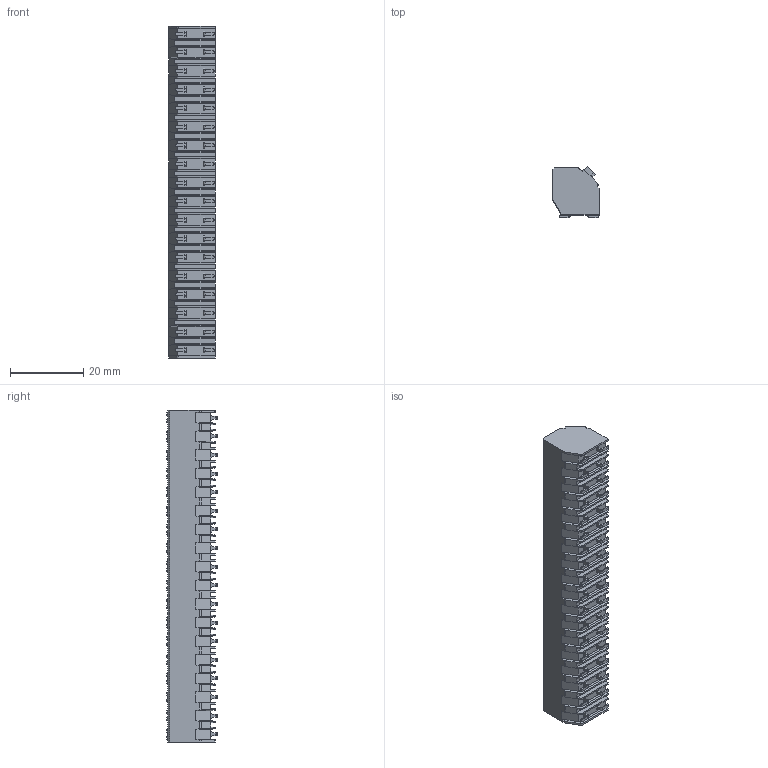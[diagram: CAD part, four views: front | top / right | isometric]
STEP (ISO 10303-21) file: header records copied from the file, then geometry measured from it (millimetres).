
FILE_DESCRIPTION((''),'2;1');
FILE_NAME('TLM-004AS-5_08-XXP-X','2024-09-12T',('sj'),(''),'PRO/ENGINEER BY PARAMETRIC TECHNOLOGY CORPORATION, 2015240','PRO/ENGINEER BY PARAMETRIC TECHNOLOGY CORPORATION, 2015240','');
FILE_SCHEMA(('CONFIG_CONTROL_DESIGN','SHAPE_APPEARANCE_LAYERS_GROUPS'));
Length unit declared in the file: millimetre
Products named in the file (1): TLM-004AS-5_08-XXP-X
Bounding box: 12.7 x 13.82 x 90.56 mm (x, y, z)
Volume: 11849.4 mm3; surface area: 7462.4 mm2
Topology: 1 solids, 1 shells, 1641 faces, 4685 edges, 3100 vertices
Faces by surface type: plane 1333, cylinder 308
Entity records: 53159 total; most frequent: CARTESIAN_POINT 10112, ORIENTED_EDGE 9370, DIRECTION 8367, EDGE_CURVE 4685, VECTOR 3853, LINE 3853, VERTEX_POINT 3100, AXIS2_PLACEMENT_3D 2257
